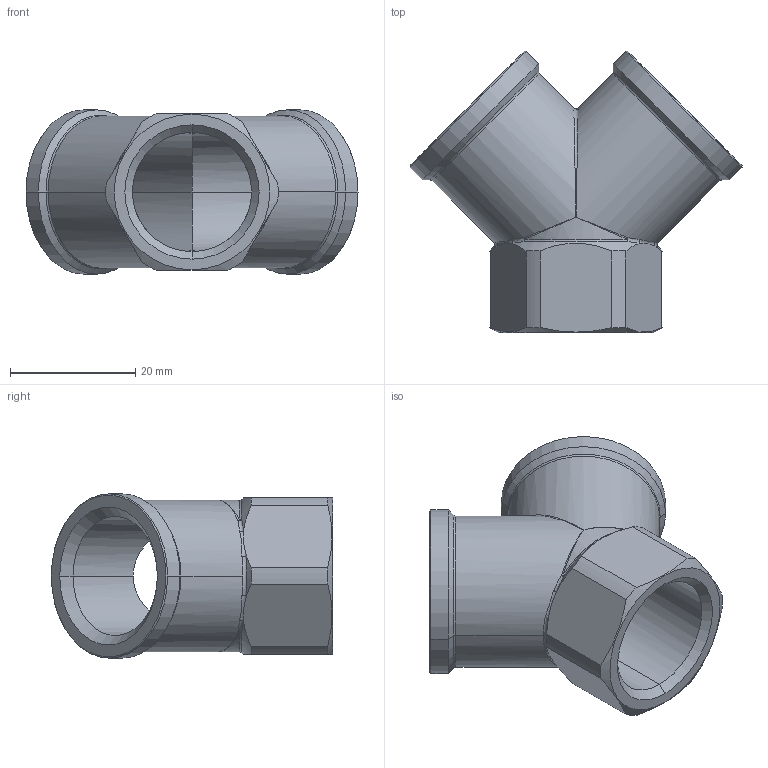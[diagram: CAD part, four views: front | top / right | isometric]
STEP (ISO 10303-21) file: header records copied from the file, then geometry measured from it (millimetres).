
FILE_DESCRIPTION (( 'STEP AP203' ), '1' );
FILE_NAME ('05300004.STEP', '2010-09-13T16:04:17', ( 'Flavio' ), ( '' ), 'SwSTEP 2.0', 'SolidWorks 2009', '' );
FILE_SCHEMA (( 'CONFIG_CONTROL_DESIGN' ));
Length unit declared in the file: millimetre
Products named in the file (1): 05300004
Bounding box: 52.94 x 44.86 x 26.2 mm (x, y, z)
Volume: 11087.7 mm3; surface area: 8236 mm2
Topology: 1 solids, 1 shells, 104 faces, 266 edges, 163 vertices
Faces by surface type: cone 28, bspline 27, cylinder 23, plane 11, sphere 8, torus 7
Entity records: 4633 total; most frequent: CARTESIAN_POINT 2309, ORIENTED_EDGE 532, DIRECTION 409, EDGE_CURVE 266, AXIS2_PLACEMENT_3D 182, VERTEX_POINT 163, EDGE_LOOP 107, ADVANCED_FACE 104
